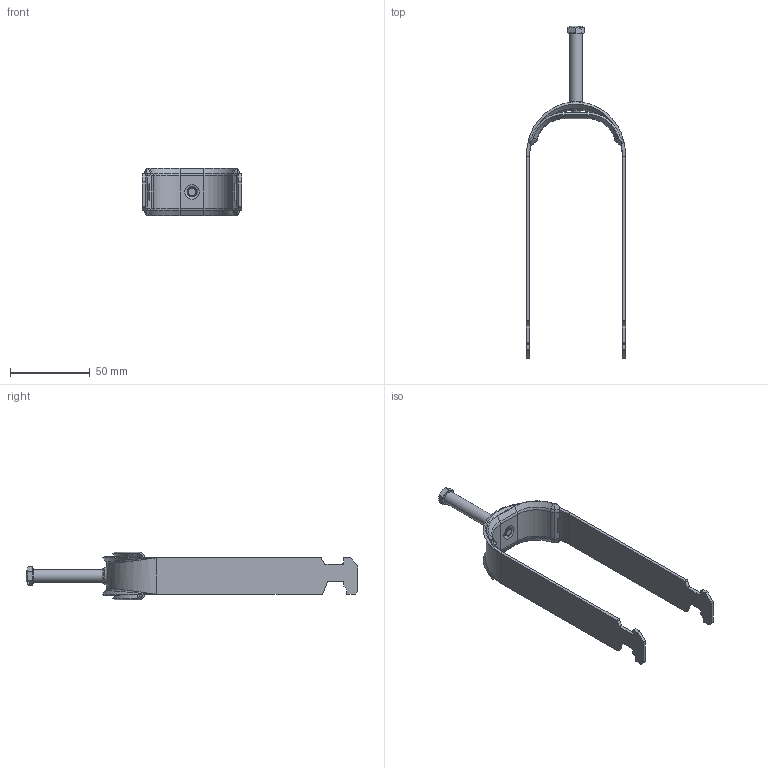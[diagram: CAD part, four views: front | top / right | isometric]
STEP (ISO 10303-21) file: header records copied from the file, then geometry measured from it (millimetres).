
FILE_DESCRIPTION(/* description */ (''),/* implementation_level */ '2;1');
FILE_NAME(/* name */ 'UK2_UKO2_52-58.stp',/* time_stamp */ '2020-11-16T11:58:19+01:00',/* author */ ('stanislaw.luczak'),/* organization */ (''),/* preprocessor_version */ 'ST-DEVELOPER v18.1',/* originating_system */ 'Autodesk Inventor 2021',/* authorisation */ '');
FILE_SCHEMA (('AUTOMOTIVE_DESIGN { 1 0 10303 214 3 1 1 }'));
Length unit declared in the file: millimetre
Products named in the file (4): UK2_UKO2_52-58; UK_UKO2_52-58 obejma; łezka 52-58; śruba UK  - dlugosc 50mm
Assembly tree (3 placements, depth 2):
  UK2_UKO2_52-58
    UK_UKO2_52-58 obejma
    łezka 52-58
    śruba UK  - dlugosc 50mm
Bounding box: 62 x 207.5 x 30 mm (x, y, z)
Volume: 21313.1 mm3; surface area: 23540.7 mm2
Topology: 3 solids, 3 shells, 263 faces, 653 edges, 395 vertices
Faces by surface type: plane 126, cylinder 72, bspline 26, cone 26, torus 13
Full cylindrical faces by diameter (mm): 4 x1, 4.5 x1, 5 x1, 6 x1, 6.647 x1, 8 x1, 10 x1
Entity records: 9935 total; most frequent: CARTESIAN_POINT 3591, DIRECTION 1327, ORIENTED_EDGE 1290, EDGE_CURVE 645, AXIS2_PLACEMENT_3D 476, VERTEX_POINT 395, LINE 375, VECTOR 375
